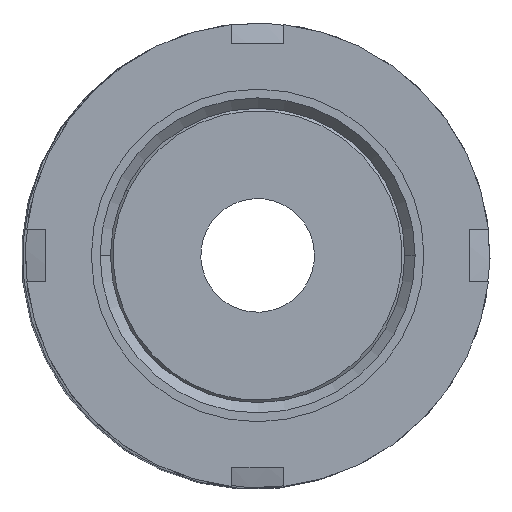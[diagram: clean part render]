
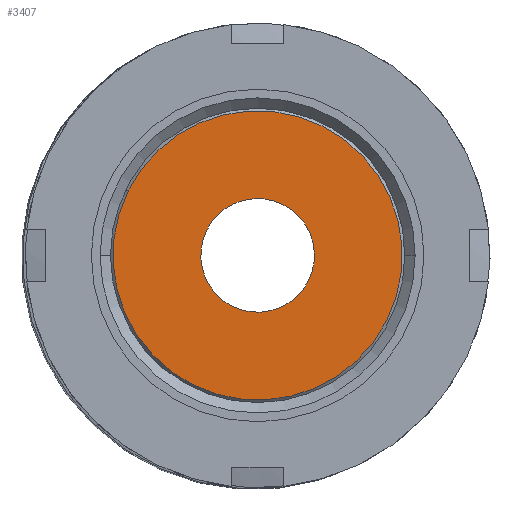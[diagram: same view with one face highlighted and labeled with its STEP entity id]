
A CAD part, front view. The second image highlights one B-rep face of the part: STEP entity #3407.
In plain terms, the highlighted planar face has unit normal (0, -1, 0).
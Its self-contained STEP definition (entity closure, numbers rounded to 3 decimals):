
#28 = EDGE_LOOP ( 'NONE', ( #3615, #3860 ) ) ;
#66 = PLANE ( 'NONE',  #2130 ) ;
#226 = DIRECTION ( 'NONE',  ( 0., 1., 0. ) ) ;
#246 = EDGE_CURVE ( 'NONE', #1636, #1846, #2800, .T. ) ;
#304 = AXIS2_PLACEMENT_3D ( 'NONE', #3881, #226, #3785 ) ;
#324 = DIRECTION ( 'NONE',  ( 0., 1., 0. ) ) ;
#994 = AXIS2_PLACEMENT_3D ( 'NONE', #2615, #324, #4016 ) ;
#997 = DIRECTION ( 'NONE',  ( -1., 0., 0. ) ) ;
#1107 = CIRCLE ( 'NONE', #994, 14. ) ;
#1266 = EDGE_CURVE ( 'NONE', #2365, #2342, #1107, .T. ) ;
#1357 = CARTESIAN_POINT ( 'NONE',  ( -5.5, 3.568, 0. ) ) ;
#1393 = AXIS2_PLACEMENT_3D ( 'NONE', #2116, #1860, #2563 ) ;
#1450 = ORIENTED_EDGE ( 'NONE', *, *, #1845, .F. ) ;
#1636 = VERTEX_POINT ( 'NONE', #1357 ) ;
#1749 = ORIENTED_EDGE ( 'NONE', *, *, #1266, .F. ) ;
#1845 = EDGE_CURVE ( 'NONE', #2342, #2365, #2396, .T. ) ;
#1846 = VERTEX_POINT ( 'NONE', #3080 ) ;
#1854 = CARTESIAN_POINT ( 'NONE',  ( 14., 3.568, 0. ) ) ;
#1860 = DIRECTION ( 'NONE',  ( 0., 1., 0. ) ) ;
#2116 = CARTESIAN_POINT ( 'NONE',  ( 0., 3.568, 0. ) ) ;
#2130 = AXIS2_PLACEMENT_3D ( 'NONE', #2687, #2673, #997 ) ;
#2342 = VERTEX_POINT ( 'NONE', #1854 ) ;
#2365 = VERTEX_POINT ( 'NONE', #3923 ) ;
#2396 = CIRCLE ( 'NONE', #3762, 14. ) ;
#2452 = FACE_BOUND ( 'NONE', #28, .T. ) ;
#2525 = EDGE_LOOP ( 'NONE', ( #1749, #1450 ) ) ;
#2563 = DIRECTION ( 'NONE',  ( -1., 0., 0. ) ) ;
#2601 = EDGE_CURVE ( 'NONE', #1846, #1636, #2756, .T. ) ;
#2615 = CARTESIAN_POINT ( 'NONE',  ( 0., 3.568, 0. ) ) ;
#2673 = DIRECTION ( 'NONE',  ( 0., 1., 0. ) ) ;
#2687 = CARTESIAN_POINT ( 'NONE',  ( 5.5, 3.568, 0. ) ) ;
#2756 = CIRCLE ( 'NONE', #1393, 5.5 ) ;
#2800 = CIRCLE ( 'NONE', #304, 5.5 ) ;
#3080 = CARTESIAN_POINT ( 'NONE',  ( 5.5, 3.568, 0. ) ) ;
#3108 = CARTESIAN_POINT ( 'NONE',  ( 0., 3.568, 0. ) ) ;
#3179 = DIRECTION ( 'NONE',  ( -1., 0., 0. ) ) ;
#3407 = ADVANCED_FACE ( 'NONE', ( #4132, #2452 ), #66, .F. ) ;
#3615 = ORIENTED_EDGE ( 'NONE', *, *, #246, .T. ) ;
#3762 = AXIS2_PLACEMENT_3D ( 'NONE', #3108, #4198, #3179 ) ;
#3785 = DIRECTION ( 'NONE',  ( -1., 0., 0. ) ) ;
#3860 = ORIENTED_EDGE ( 'NONE', *, *, #2601, .T. ) ;
#3881 = CARTESIAN_POINT ( 'NONE',  ( 0., 3.568, 0. ) ) ;
#3923 = CARTESIAN_POINT ( 'NONE',  ( -14., 3.568, 0. ) ) ;
#4016 = DIRECTION ( 'NONE',  ( -1., 0., 0. ) ) ;
#4132 = FACE_OUTER_BOUND ( 'NONE', #2525, .T. ) ;
#4198 = DIRECTION ( 'NONE',  ( 0., 1., 0. ) ) ;
